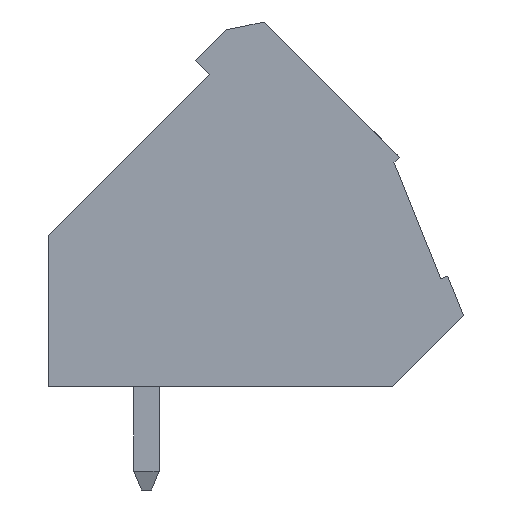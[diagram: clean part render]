
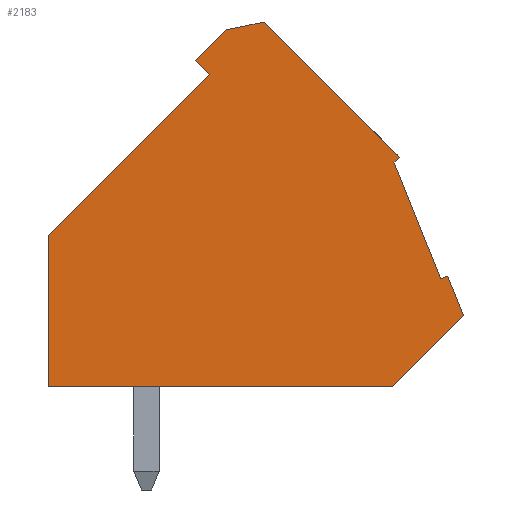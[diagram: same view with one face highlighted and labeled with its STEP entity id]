
A CAD part, left-side view. The second image highlights one B-rep face of the part: STEP entity #2183.
In plain terms, the highlighted planar face has unit normal (-1, 0, 0).
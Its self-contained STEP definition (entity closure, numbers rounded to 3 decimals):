
#2183 = ADVANCED_FACE( '', ( #4405 ), #4406, .F. );
#4405 = FACE_OUTER_BOUND( '', #6687, .T. );
#4406 = PLANE( '', #6688 );
#6687 = EDGE_LOOP( '', ( #13046, #13047, #13048, #13049, #13050, #13051, #13052, #13053, #13054, #13055, #13056, #13057 ) );
#6688 = AXIS2_PLACEMENT_3D( '', #13058, #13059, #13060 );
#13046 = ORIENTED_EDGE( '', *, *, #14688, .F. );
#13047 = ORIENTED_EDGE( '', *, *, #14375, .F. );
#13048 = ORIENTED_EDGE( '', *, *, #16737, .F. );
#13049 = ORIENTED_EDGE( '', *, *, #16605, .F. );
#13050 = ORIENTED_EDGE( '', *, *, #15461, .F. );
#13051 = ORIENTED_EDGE( '', *, *, #16575, .F. );
#13052 = ORIENTED_EDGE( '', *, *, #16895, .F. );
#13053 = ORIENTED_EDGE( '', *, *, #16896, .F. );
#13054 = ORIENTED_EDGE( '', *, *, #15060, .F. );
#13055 = ORIENTED_EDGE( '', *, *, #15225, .F. );
#13056 = ORIENTED_EDGE( '', *, *, #14957, .F. );
#13057 = ORIENTED_EDGE( '', *, *, #14590, .F. );
#13058 = CARTESIAN_POINT( '', ( -43.88, 0., 0. ) );
#13059 = DIRECTION( '', ( 1., 0., 0. ) );
#13060 = DIRECTION( '', ( 0., 0., -1. ) );
#14375 = EDGE_CURVE( '', #17342, #17343, #17344, .T. );
#14590 = EDGE_CURVE( '', #17725, #17727, #17728, .T. );
#14688 = EDGE_CURVE( '', #17343, #17725, #17902, .T. );
#14957 = EDGE_CURVE( '', #17727, #18387, #18388, .T. );
#15060 = EDGE_CURVE( '', #18555, #18556, #18557, .T. );
#15225 = EDGE_CURVE( '', #18387, #18555, #18826, .T. );
#15461 = EDGE_CURVE( '', #19195, #19196, #19197, .T. );
#16575 = EDGE_CURVE( '', #20753, #19195, #20754, .T. );
#16605 = EDGE_CURVE( '', #19196, #20791, #20792, .T. );
#16737 = EDGE_CURVE( '', #20791, #17342, #20953, .T. );
#16895 = EDGE_CURVE( '', #21127, #20753, #21128, .T. );
#16896 = EDGE_CURVE( '', #18556, #21127, #21129, .T. );
#17342 = VERTEX_POINT( '', #21677 );
#17343 = VERTEX_POINT( '', #21678 );
#17344 = LINE( '', #21679, #21680 );
#17725 = VERTEX_POINT( '', #22262 );
#17727 = VERTEX_POINT( '', #22265 );
#17728 = LINE( '', #22266, #22267 );
#17902 = LINE( '', #22519, #22520 );
#18387 = VERTEX_POINT( '', #23271 );
#18388 = LINE( '', #23272, #23273 );
#18555 = VERTEX_POINT( '', #23515 );
#18556 = VERTEX_POINT( '', #23516 );
#18557 = LINE( '', #23517, #23518 );
#18826 = LINE( '', #23927, #23928 );
#19195 = VERTEX_POINT( '', #24485 );
#19196 = VERTEX_POINT( '', #24486 );
#19197 = LINE( '', #24487, #24488 );
#20753 = VERTEX_POINT( '', #26820 );
#20754 = LINE( '', #26821, #26822 );
#20791 = VERTEX_POINT( '', #26878 );
#20792 = LINE( '', #26879, #26880 );
#20953 = LINE( '', #27122, #27123 );
#21127 = VERTEX_POINT( '', #27376 );
#21128 = LINE( '', #27377, #27378 );
#21129 = LINE( '', #27379, #27380 );
#21677 = CARTESIAN_POINT( '', ( -43.88, -9.031, 1.406 ) );
#21678 = CARTESIAN_POINT( '', ( -43.88, -9.664, -0.172 ) );
#21679 = CARTESIAN_POINT( '', ( -43.88, -9.031, 1.406 ) );
#21680 = VECTOR( '', #27800, 1000. );
#22262 = CARTESIAN_POINT( '', ( -43.88, -6.836, -3. ) );
#22265 = CARTESIAN_POINT( '', ( -43.88, 6.836, -3. ) );
#22266 = CARTESIAN_POINT( '', ( -43.88, -6.836, -3. ) );
#22267 = VECTOR( '', #28009, 1000. );
#22519 = CARTESIAN_POINT( '', ( -43.88, -9.664, -0.172 ) );
#22520 = VECTOR( '', #28097, 1000. );
#23271 = CARTESIAN_POINT( '', ( -43.88, 6.836, 3. ) );
#23272 = CARTESIAN_POINT( '', ( -43.88, 6.836, -3. ) );
#23273 = VECTOR( '', #28364, 1000. );
#23515 = CARTESIAN_POINT( '', ( -43.88, 0.422, 9.414 ) );
#23516 = CARTESIAN_POINT( '', ( -43.88, 0.987, 9.98 ) );
#23517 = CARTESIAN_POINT( '', ( -43.88, 0.422, 9.414 ) );
#23518 = VECTOR( '', #28461, 1000. );
#23927 = CARTESIAN_POINT( '', ( -43.88, 6.836, 3. ) );
#23928 = VECTOR( '', #28623, 1000. );
#24485 = CARTESIAN_POINT( '', ( -43.88, -7.109, 6.126 ) );
#24486 = CARTESIAN_POINT( '', ( -43.88, -6.897, 5.914 ) );
#24487 = CARTESIAN_POINT( '', ( -43.88, -7.109, 6.126 ) );
#24488 = VECTOR( '', #28839, 1000. );
#26820 = CARTESIAN_POINT( '', ( -43.88, -1.735, 11.5 ) );
#26821 = CARTESIAN_POINT( '', ( -43.88, -1.735, 11.5 ) );
#26822 = VECTOR( '', #29829, 1000. );
#26878 = CARTESIAN_POINT( '', ( -43.88, -8.752, 1.294 ) );
#26879 = CARTESIAN_POINT( '', ( -43.88, -6.897, 5.914 ) );
#26880 = VECTOR( '', #29861, 1000. );
#27122 = CARTESIAN_POINT( '', ( -43.88, -8.752, 1.294 ) );
#27123 = VECTOR( '', #29961, 1000. );
#27376 = CARTESIAN_POINT( '', ( -43.88, -0.215, 11.182 ) );
#27377 = CARTESIAN_POINT( '', ( -43.88, -0.215, 11.182 ) );
#27378 = VECTOR( '', #30074, 1000. );
#27379 = CARTESIAN_POINT( '', ( -43.88, 0.987, 9.98 ) );
#27380 = VECTOR( '', #30075, 1000. );
#27800 = DIRECTION( '', ( 0., -0.373, -0.928 ) );
#28009 = DIRECTION( '', ( 0., 1., 0. ) );
#28097 = DIRECTION( '', ( 0., 0.707, -0.707 ) );
#28364 = DIRECTION( '', ( 0., 0., 1. ) );
#28461 = DIRECTION( '', ( 0., 0.707, 0.707 ) );
#28623 = DIRECTION( '', ( 0., -0.707, 0.707 ) );
#28839 = DIRECTION( '', ( 0., 0.707, -0.707 ) );
#29829 = DIRECTION( '', ( 0., -0.707, -0.707 ) );
#29861 = DIRECTION( '', ( 0., -0.373, -0.928 ) );
#29961 = DIRECTION( '', ( 0., -0.928, 0.373 ) );
#30074 = DIRECTION( '', ( 0., -0.979, 0.205 ) );
#30075 = DIRECTION( '', ( 0., -0.707, 0.707 ) );
